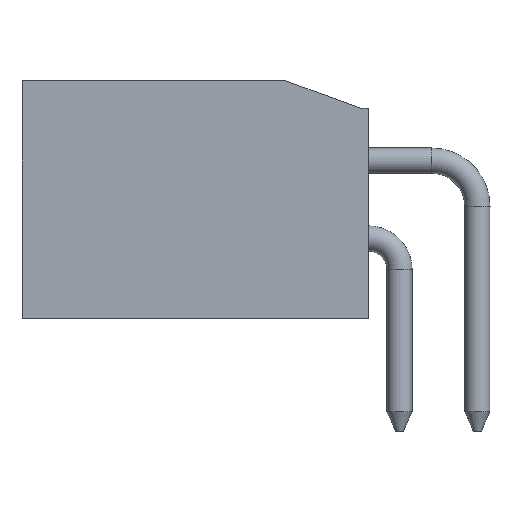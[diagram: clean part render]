
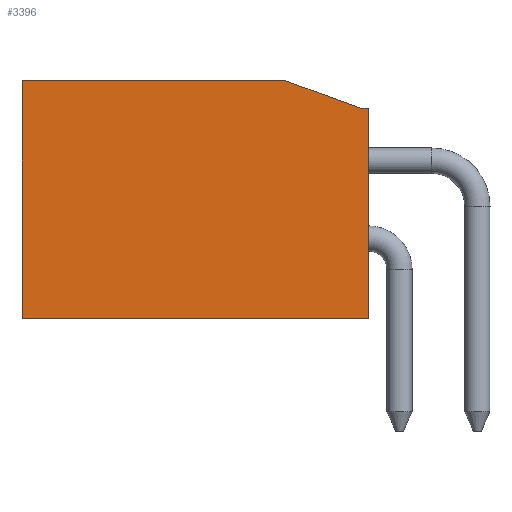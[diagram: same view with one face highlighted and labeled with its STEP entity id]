
A CAD part, left-side view. The second image highlights one B-rep face of the part: STEP entity #3396.
In plain terms, the highlighted planar face has unit normal (-1, 0, 0).
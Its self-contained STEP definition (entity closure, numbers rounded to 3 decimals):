
#79 = VECTOR ( 'NONE', #1590, 1000. ) ;
#117 = CARTESIAN_POINT ( 'NONE',  ( -4.3, 0., 2.35 ) ) ;
#157 = EDGE_CURVE ( 'NONE', #2118, #4449, #3212, .T. ) ;
#169 = CARTESIAN_POINT ( 'NONE',  ( -4.3, 0., -3.05 ) ) ;
#180 = ORIENTED_EDGE ( 'NONE', *, *, #2127, .F. ) ;
#401 = VECTOR ( 'NONE', #1947, 1000. ) ;
#769 = VECTOR ( 'NONE', #865, 1000. ) ;
#788 = VERTEX_POINT ( 'NONE', #1778 ) ;
#865 = DIRECTION ( 'NONE',  ( 0., 0., -1. ) ) ;
#1067 = EDGE_LOOP ( 'NONE', ( #2927, #3515, #2080, #180, #2679, #4344 ) ) ;
#1092 = LINE ( 'NONE', #2473, #1616 ) ;
#1114 = CARTESIAN_POINT ( 'NONE',  ( -4.3, 1.923, 3.05 ) ) ;
#1179 = AXIS2_PLACEMENT_3D ( 'NONE', #169, #1472, #4298 ) ;
#1472 = DIRECTION ( 'NONE',  ( -1., 0., 0. ) ) ;
#1489 = DIRECTION ( 'NONE',  ( 0., 0.94, 0.342 ) ) ;
#1590 = DIRECTION ( 'NONE',  ( 0., 0., 1. ) ) ;
#1616 = VECTOR ( 'NONE', #4231, 1000. ) ;
#1778 = CARTESIAN_POINT ( 'NONE',  ( -4.3, -0.2, -3.05 ) ) ;
#1843 = CARTESIAN_POINT ( 'NONE',  ( -4.3, -0.2, 2.35 ) ) ;
#1868 = PLANE ( 'NONE',  #1179 ) ;
#1947 = DIRECTION ( 'NONE',  ( 0., -1., 0. ) ) ;
#1995 = CARTESIAN_POINT ( 'NONE',  ( -4.3, 8.7, -3.05 ) ) ;
#2080 = ORIENTED_EDGE ( 'NONE', *, *, #3576, .T. ) ;
#2118 = VERTEX_POINT ( 'NONE', #4253 ) ;
#2127 = EDGE_CURVE ( 'NONE', #2242, #788, #3959, .T. ) ;
#2242 = VERTEX_POINT ( 'NONE', #3886 ) ;
#2288 = EDGE_CURVE ( 'NONE', #2311, #2575, #2605, .T. ) ;
#2311 = VERTEX_POINT ( 'NONE', #1995 ) ;
#2473 = CARTESIAN_POINT ( 'NONE',  ( -4.3, 8.7, -3.05 ) ) ;
#2496 = DIRECTION ( 'NONE',  ( 0., 1., 0. ) ) ;
#2521 = CARTESIAN_POINT ( 'NONE',  ( -4.3, 1.923, 3.05 ) ) ;
#2575 = VERTEX_POINT ( 'NONE', #2643 ) ;
#2605 = LINE ( 'NONE', #3312, #79 ) ;
#2607 = FACE_OUTER_BOUND ( 'NONE', #1067, .T. ) ;
#2619 = LINE ( 'NONE', #2662, #401 ) ;
#2643 = CARTESIAN_POINT ( 'NONE',  ( -4.3, 8.7, 3.05 ) ) ;
#2662 = CARTESIAN_POINT ( 'NONE',  ( -4.3, 0., 2.35 ) ) ;
#2679 = ORIENTED_EDGE ( 'NONE', *, *, #4064, .F. ) ;
#2843 = VECTOR ( 'NONE', #2496, 1000. ) ;
#2927 = ORIENTED_EDGE ( 'NONE', *, *, #3605, .T. ) ;
#3014 = VECTOR ( 'NONE', #1489, 1000. ) ;
#3212 = LINE ( 'NONE', #117, #3014 ) ;
#3312 = CARTESIAN_POINT ( 'NONE',  ( -4.3, 8.7, -3.05 ) ) ;
#3396 = ADVANCED_FACE ( 'NONE', ( #2607 ), #1868, .T. ) ;
#3515 = ORIENTED_EDGE ( 'NONE', *, *, #2288, .F. ) ;
#3576 = EDGE_CURVE ( 'NONE', #2311, #788, #1092, .T. ) ;
#3605 = EDGE_CURVE ( 'NONE', #4449, #2575, #4206, .T. ) ;
#3886 = CARTESIAN_POINT ( 'NONE',  ( -4.3, -0.2, 2.35 ) ) ;
#3959 = LINE ( 'NONE', #1843, #769 ) ;
#4064 = EDGE_CURVE ( 'NONE', #2118, #2242, #2619, .T. ) ;
#4206 = LINE ( 'NONE', #1114, #2843 ) ;
#4231 = DIRECTION ( 'NONE',  ( 0., -1., 0. ) ) ;
#4253 = CARTESIAN_POINT ( 'NONE',  ( -4.3, 0., 2.35 ) ) ;
#4298 = DIRECTION ( 'NONE',  ( 0., 0., 1. ) ) ;
#4344 = ORIENTED_EDGE ( 'NONE', *, *, #157, .T. ) ;
#4449 = VERTEX_POINT ( 'NONE', #2521 ) ;
